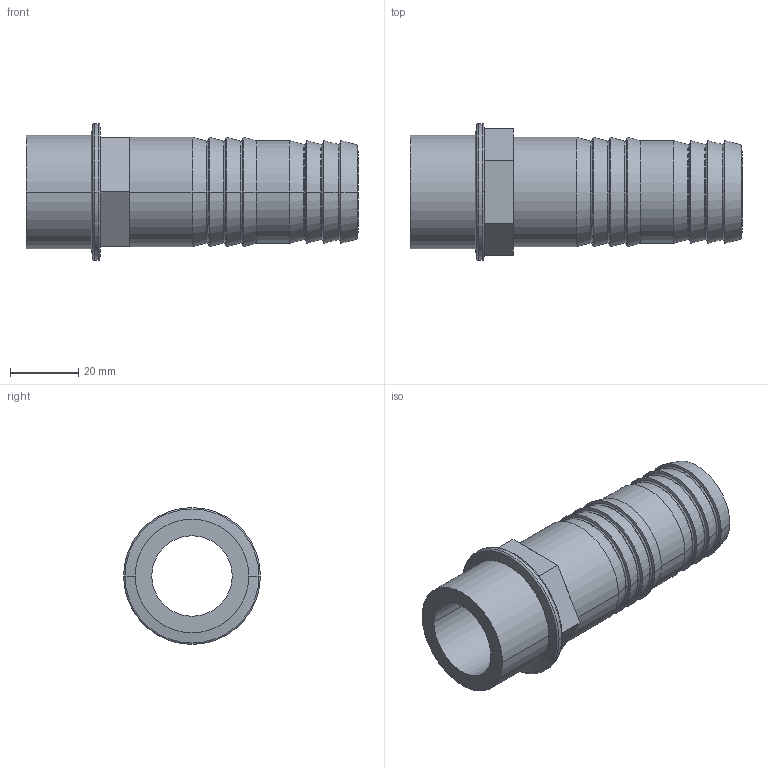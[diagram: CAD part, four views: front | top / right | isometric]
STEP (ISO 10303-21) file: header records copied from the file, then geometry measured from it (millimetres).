
FILE_DESCRIPTION(('STEP AP214'),'1');
FILE_NAME('afv100030032.stp','2017-07-19T12:13:12',('TraceParts'),('TraceParts S.A.'),'Spatial InterOp 3D',' ',' ');
FILE_SCHEMA(('automotive_design'));
Length unit declared in the file: millimetre
Products named in the file (1): afv100030032
Bounding box: 97 x 40 x 40 mm (x, y, z)
Volume: 33711.1 mm3; surface area: 18649.9 mm2
Topology: 1 solids, 1 shells, 91 faces, 214 edges, 124 vertices
Faces by surface type: cone 34, torus 28, plane 19, cylinder 10
Entity records: 3382 total; most frequent: DIRECTION 544, CARTESIAN_POINT 430, ORIENTED_EDGE 428, AXIS2_PLACEMENT_3D 238, EDGE_CURVE 214, CIRCLE 146, VERTEX_POINT 124, STYLED_ITEM 92
